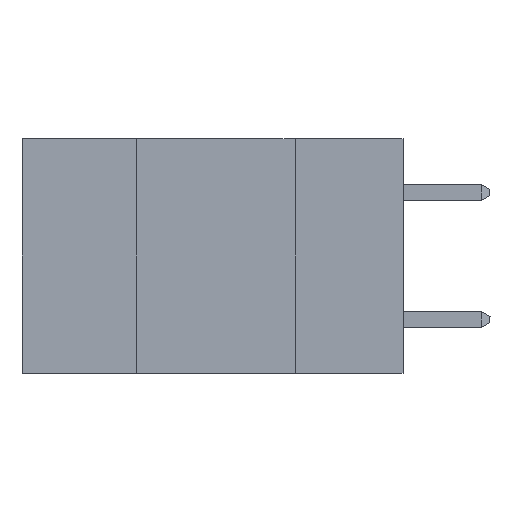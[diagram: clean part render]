
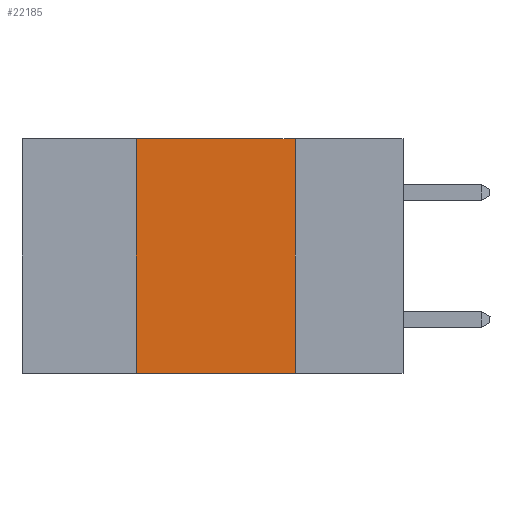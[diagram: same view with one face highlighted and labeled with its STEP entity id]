
A CAD part, left-side view. The second image highlights one B-rep face of the part: STEP entity #22185.
In plain terms, the highlighted planar face has unit normal (-1, 0, 0).
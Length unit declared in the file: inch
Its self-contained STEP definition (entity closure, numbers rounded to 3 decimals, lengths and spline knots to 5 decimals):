
#1515 = AXIS2_PLACEMENT_3D ( 'NONE', #10089, #15616, #10325 ) ;
#1776 = VERTEX_POINT ( 'NONE', #6535 ) ;
#1944 = CARTESIAN_POINT ( 'NONE',  ( 0., 0.42, 0. ) ) ;
#2081 = VERTEX_POINT ( 'NONE', #1944 ) ;
#2679 = VECTOR ( 'NONE', #3235, 39.37008 ) ;
#2910 = VERTEX_POINT ( 'NONE', #21370 ) ;
#3229 = PLANE ( 'NONE',  #1515 ) ;
#3235 = DIRECTION ( 'NONE',  ( 0., -1., 0. ) ) ;
#6481 = CARTESIAN_POINT ( 'NONE',  ( 0., 0.6, 0. ) ) ;
#6535 = CARTESIAN_POINT ( 'NONE',  ( 0., 0.17, 0. ) ) ;
#6959 = CARTESIAN_POINT ( 'NONE',  ( 0., 0.42, -0.37 ) ) ;
#7503 = EDGE_LOOP ( 'NONE', ( #15686, #20948, #18997, #17794 ) ) ;
#8442 = VECTOR ( 'NONE', #23443, 39.37008 ) ;
#8951 = DIRECTION ( 'NONE',  ( 0., 0., -1. ) ) ;
#10089 = CARTESIAN_POINT ( 'NONE',  ( 0., 0.6, 0. ) ) ;
#10241 = EDGE_CURVE ( 'NONE', #15607, #2910, #22874, .T. ) ;
#10325 = DIRECTION ( 'NONE',  ( 0., 0., -1. ) ) ;
#10870 = CARTESIAN_POINT ( 'NONE',  ( 0., 0.17, 0. ) ) ;
#11616 = EDGE_CURVE ( 'NONE', #1776, #2910, #22083, .T. ) ;
#12241 = LINE ( 'NONE', #6481, #8442 ) ;
#12446 = DIRECTION ( 'NONE',  ( 0., 0., 1. ) ) ;
#14021 = VECTOR ( 'NONE', #8951, 39.37008 ) ;
#14381 = VECTOR ( 'NONE', #12446, 39.37008 ) ;
#15607 = VERTEX_POINT ( 'NONE', #6959 ) ;
#15616 = DIRECTION ( 'NONE',  ( 1., 0., 0. ) ) ;
#15686 = ORIENTED_EDGE ( 'NONE', *, *, #11616, .F. ) ;
#17794 = ORIENTED_EDGE ( 'NONE', *, *, #10241, .T. ) ;
#17864 = EDGE_CURVE ( 'NONE', #15607, #2081, #21606, .T. ) ;
#18997 = ORIENTED_EDGE ( 'NONE', *, *, #17864, .F. ) ;
#19716 = CARTESIAN_POINT ( 'NONE',  ( 0., 0.6, -0.37 ) ) ;
#20948 = ORIENTED_EDGE ( 'NONE', *, *, #22184, .F. ) ;
#21370 = CARTESIAN_POINT ( 'NONE',  ( 0., 0.17, -0.37 ) ) ;
#21606 = LINE ( 'NONE', #23761, #14381 ) ;
#22083 = LINE ( 'NONE', #10870, #14021 ) ;
#22184 = EDGE_CURVE ( 'NONE', #2081, #1776, #12241, .T. ) ;
#22185 = ADVANCED_FACE ( 'NONE', ( #23094 ), #3229, .F. ) ;
#22874 = LINE ( 'NONE', #19716, #2679 ) ;
#23094 = FACE_OUTER_BOUND ( 'NONE', #7503, .T. ) ;
#23443 = DIRECTION ( 'NONE',  ( 0., -1., 0. ) ) ;
#23761 = CARTESIAN_POINT ( 'NONE',  ( 0., 0.42, 0. ) ) ;
